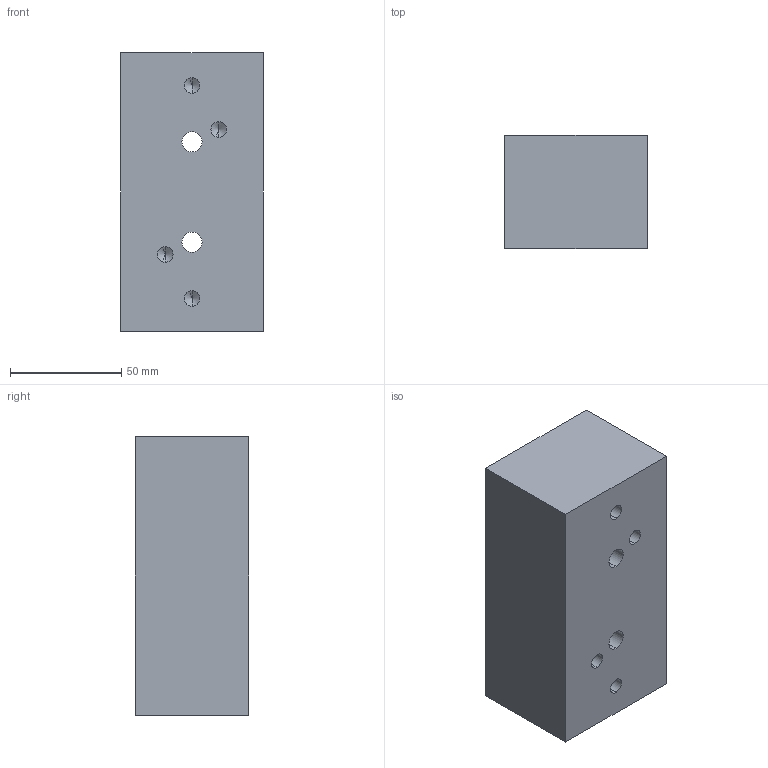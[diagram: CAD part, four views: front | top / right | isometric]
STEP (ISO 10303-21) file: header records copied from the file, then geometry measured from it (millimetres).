
FILE_DESCRIPTION (( 'STEP AP203' ), '1' );
FILE_NAME ('05-0050.STEP', '2025-02-10T15:34:16', ( '' ), ( '' ), 'SwSTEP 2.0', 'SolidWorks 2023', '' );
FILE_SCHEMA (( 'CONFIG_CONTROL_DESIGN' ));
Length unit declared in the file: millimetre
Products named in the file (1): 05-0050
Bounding box: 64 x 50.8 x 125 mm (x, y, z)
Volume: 390723 mm3; surface area: 40047.9 mm2
Topology: 1 solids, 1 shells, 32 faces, 76 edges, 44 vertices
Faces by surface type: cylinder 16, cone 8, plane 8
Entity records: 957 total; most frequent: DIRECTION 166, CARTESIAN_POINT 145, ORIENTED_EDGE 136, EDGE_CURVE 68, AXIS2_PLACEMENT_3D 65, VERTEX_POINT 44, EDGE_LOOP 42, VECTOR 36
